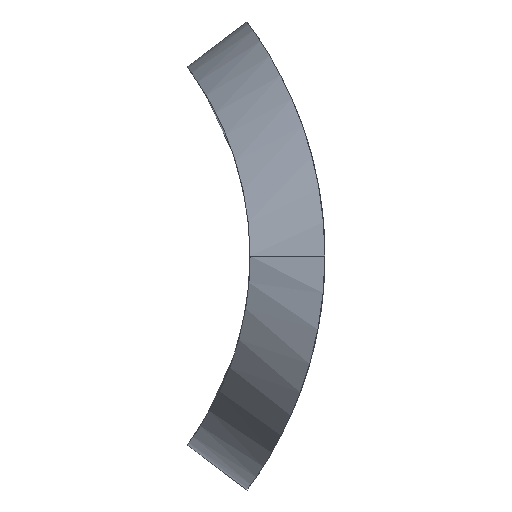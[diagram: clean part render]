
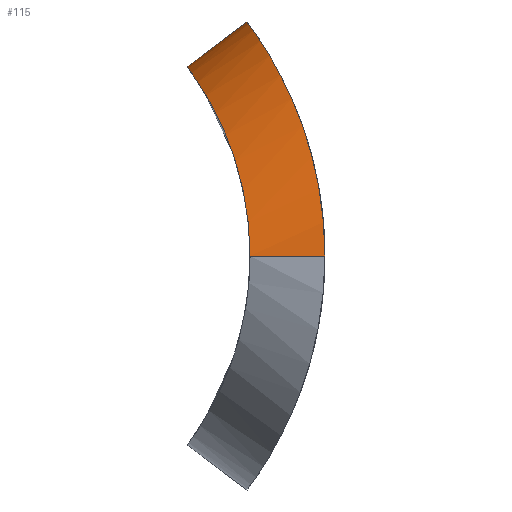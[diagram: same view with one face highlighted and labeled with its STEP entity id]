
A CAD part, left-side view. The second image highlights one B-rep face of the part: STEP entity #115.
In plain terms, the highlighted cylindrical face has radius 12.5 mm (diameter 25 mm), a partial arc.
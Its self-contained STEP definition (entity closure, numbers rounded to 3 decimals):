
#32 = VECTOR ( 'NONE', #74, 1000. ) ;
#59 = CARTESIAN_POINT ( 'NONE',  ( -24.04, 2.975, 9.562 ) ) ;
#74 = DIRECTION ( 'NONE',  ( 0., -0.8, 0.6 ) ) ;
#82 = EDGE_CURVE ( 'NONE', #657, #627, #1728, .T. ) ;
#86 = CARTESIAN_POINT ( 'NONE',  ( -31.437, -3.199, 5.781 ) ) ;
#100 = CARTESIAN_POINT ( 'NONE',  ( -31.852, -3.489, 4.606 ) ) ;
#112 = CARTESIAN_POINT ( 'NONE',  ( -20., 0.163, 12.5 ) ) ;
#115 = ADVANCED_FACE ( 'NONE', ( #1993 ), #1978, .T. ) ;
#189 = DIRECTION ( 'NONE',  ( 0., -0.6, -0.8 ) ) ;
#239 = CARTESIAN_POINT ( 'NONE',  ( -27.042, 2.184, 8.306 ) ) ;
#254 = CARTESIAN_POINT ( 'NONE',  ( -32.173, -3.729, 3.38 ) ) ;
#312 = CARTESIAN_POINT ( 'NONE',  ( -26.507, -0.855, 11.022 ) ) ;
#314 = ORIENTED_EDGE ( 'NONE', *, *, #2350, .F. ) ;
#326 = EDGE_CURVE ( 'NONE', #1932, #1433, #848, .T. ) ;
#339 = CARTESIAN_POINT ( 'NONE',  ( -20., -7.332, 2.496 ) ) ;
#454 = CARTESIAN_POINT ( 'NONE',  ( -27.553, -1.233, 10.383 ) ) ;
#481 = CARTESIAN_POINT ( 'NONE',  ( -29.413, -2.044, 8.824 ) ) ;
#493 = CARTESIAN_POINT ( 'NONE',  ( -31.971, -3.576, 4.202 ) ) ;
#510 = AXIS2_PLACEMENT_3D ( 'NONE', #339, #574, #189 ) ;
#525 = B_SPLINE_CURVE_WITH_KNOTS ( 'NONE', 3,
 ( #1957, #1022, #1772, #1175, #1727, #1550, #2305, #1761, #639, #1582, #1220, #1037, #857, #1596, #239, #980, #1712, #59, #799, #884, #1621, #1833, #2375, #2214 ),
 .UNSPECIFIED., .F., .F.,
 ( 4, 2, 2, 2, 2, 2, 2, 2, 2, 2, 2, 4 ),
 ( 0.011, 0.013, 0.014, 0.015, 0.017, 0.019, 0.02, 0.022, 0.024, 0.025, 0.026, 0.028 ),
 .UNSPECIFIED. ) ;
#574 = DIRECTION ( 'NONE',  ( 0., -0.8, 0.6 ) ) ;
#627 = VERTEX_POINT ( 'NONE', #1122 ) ;
#639 = CARTESIAN_POINT ( 'NONE',  ( -30.185, 0.89, 5.437 ) ) ;
#653 = CARTESIAN_POINT ( 'NONE',  ( -30.192, -2.45, 7.897 ) ) ;
#657 = VERTEX_POINT ( 'NONE', #725 ) ;
#672 = CARTESIAN_POINT ( 'NONE',  ( -28.839, -1.771, 9.386 ) ) ;
#725 = CARTESIAN_POINT ( 'NONE',  ( -20., 3.364, 10.102 ) ) ;
#738 = B_SPLINE_CURVE_WITH_KNOTS ( 'NONE', 3,
 ( #112, #2156, #1173, #1944, #1593, #1911, #2340, #1577, #312, #454, #1965, #1375, #672, #481, #2315, #653, #2098, #2333, #86, #100, #493, #254, #841, #1603, #812, #867 ),
 .UNSPECIFIED., .F., .F.,
 ( 4, 2, 2, 2, 2, 2, 2, 2, 2, 2, 2, 2, 4 ),
 ( 0., 0.003, 0.004, 0.005, 0.008, 0.009, 0.01, 0.011, 0.013, 0.015, 0.017, 0.018, 0.02 ),
 .UNSPECIFIED. ) ;
#792 = CARTESIAN_POINT ( 'NONE',  ( -32.5, -2.656, 0. ) ) ;
#799 = CARTESIAN_POINT ( 'NONE',  ( -23.686, 3.041, 9.656 ) ) ;
#812 = CARTESIAN_POINT ( 'NONE',  ( -32.5, -4., 0.861 ) ) ;
#841 = CARTESIAN_POINT ( 'NONE',  ( -32.254, -3.792, 2.965 ) ) ;
#848 =( BOUNDED_CURVE ( )  B_SPLINE_CURVE ( 3, ( #1000, #1893, #792, #1908 ),
 .UNSPECIFIED., .F., .T. ) 
 B_SPLINE_CURVE_WITH_KNOTS ( ( 4, 4 ),
 ( 1.378, 1.571 ),
 .UNSPECIFIED. ) 
 CURVE ( )  GEOMETRIC_REPRESENTATION_ITEM ( )  RATIONAL_B_SPLINE_CURVE ( ( 1., 0.997, 0.997, 1. ) ) 
 REPRESENTATION_ITEM ( '' )  );
#857 = CARTESIAN_POINT ( 'NONE',  ( -28.477, 1.643, 7.261 ) ) ;
#867 = CARTESIAN_POINT ( 'NONE',  ( -32.5, -4., 0. ) ) ;
#884 = CARTESIAN_POINT ( 'NONE',  ( -22.967, 3.156, 9.819 ) ) ;
#929 = EDGE_CURVE ( 'NONE', #1932, #657, #525, .T. ) ;
#980 = CARTESIAN_POINT ( 'NONE',  ( -25.753, 2.58, 8.969 ) ) ;
#1000 = CARTESIAN_POINT ( 'NONE',  ( -32.268, 0., 0. ) ) ;
#1022 = CARTESIAN_POINT ( 'NONE',  ( -32.152, 0., 0.742 ) ) ;
#1037 = CARTESIAN_POINT ( 'NONE',  ( -28.744, 1.532, 7.026 ) ) ;
#1122 = CARTESIAN_POINT ( 'NONE',  ( -20., 0.163, 12.5 ) ) ;
#1173 = CARTESIAN_POINT ( 'NONE',  ( -21.709, 0.109, 12.43 ) ) ;
#1175 = CARTESIAN_POINT ( 'NONE',  ( -31.657, 0.186, 2.519 ) ) ;
#1220 = CARTESIAN_POINT ( 'NONE',  ( -29.257, 1.313, 6.526 ) ) ;
#1253 = CARTESIAN_POINT ( 'NONE',  ( -20., 0.163, 12.5 ) ) ;
#1375 = CARTESIAN_POINT ( 'NONE',  ( -28.535, -1.634, 9.651 ) ) ;
#1433 = VERTEX_POINT ( 'NONE', #1943 ) ;
#1449 = ORIENTED_EDGE ( 'NONE', *, *, #326, .T. ) ;
#1550 = CARTESIAN_POINT ( 'NONE',  ( -31.25, 0.373, 3.544 ) ) ;
#1577 = CARTESIAN_POINT ( 'NONE',  ( -25.767, -0.629, 11.372 ) ) ;
#1582 = CARTESIAN_POINT ( 'NONE',  ( -29.501, 1.204, 6.261 ) ) ;
#1593 = CARTESIAN_POINT ( 'NONE',  ( -23.371, -0.107, 12.133 ) ) ;
#1596 = CARTESIAN_POINT ( 'NONE',  ( -27.642, 1.97, 7.922 ) ) ;
#1603 = CARTESIAN_POINT ( 'NONE',  ( -32.443, -3.947, 1.711 ) ) ;
#1621 = CARTESIAN_POINT ( 'NONE',  ( -22.599, 3.205, 9.887 ) ) ;
#1712 = CARTESIAN_POINT ( 'NONE',  ( -25.082, 2.756, 9.238 ) ) ;
#1727 = CARTESIAN_POINT ( 'NONE',  ( -31.532, 0.242, 2.864 ) ) ;
#1728 = LINE ( 'NONE', #1253, #32 ) ;
#1761 = CARTESIAN_POINT ( 'NONE',  ( -30.582, 0.697, 4.842 ) ) ;
#1772 = CARTESIAN_POINT ( 'NONE',  ( -31.988, 0.049, 1.466 ) ) ;
#1833 = CARTESIAN_POINT ( 'NONE',  ( -21.495, 3.323, 10.048 ) ) ;
#1893 = CARTESIAN_POINT ( 'NONE',  ( -32.422, -1.319, 0. ) ) ;
#1908 = CARTESIAN_POINT ( 'NONE',  ( -32.5, -4., 0. ) ) ;
#1911 = CARTESIAN_POINT ( 'NONE',  ( -24.189, -0.257, 11.921 ) ) ;
#1932 = VERTEX_POINT ( 'NONE', #2352 ) ;
#1943 = CARTESIAN_POINT ( 'NONE',  ( -32.5, -4., 0. ) ) ;
#1944 = CARTESIAN_POINT ( 'NONE',  ( -22.958, -0.044, 12.22 ) ) ;
#1957 = CARTESIAN_POINT ( 'NONE',  ( -32.268, 0., 0. ) ) ;
#1965 = CARTESIAN_POINT ( 'NONE',  ( -27.893, -1.365, 10.149 ) ) ;
#1978 = CYLINDRICAL_SURFACE ( 'NONE', #510, 12.5 ) ;
#1993 = FACE_OUTER_BOUND ( 'NONE', #2335, .T. ) ;
#2008 = ORIENTED_EDGE ( 'NONE', *, *, #929, .F. ) ;
#2098 = CARTESIAN_POINT ( 'NONE',  ( -30.43, -2.584, 7.563 ) ) ;
#2156 = CARTESIAN_POINT ( 'NONE',  ( -20.862, 0.163, 12.5 ) ) ;
#2161 = ORIENTED_EDGE ( 'NONE', *, *, #82, .F. ) ;
#2214 = CARTESIAN_POINT ( 'NONE',  ( -20., 3.364, 10.102 ) ) ;
#2305 = CARTESIAN_POINT ( 'NONE',  ( -31.093, 0.449, 3.879 ) ) ;
#2315 = CARTESIAN_POINT ( 'NONE',  ( -29.684, -2.18, 8.526 ) ) ;
#2333 = CARTESIAN_POINT ( 'NONE',  ( -31.085, -2.968, 6.52 ) ) ;
#2335 = EDGE_LOOP ( 'NONE', ( #2008, #1449, #314, #2161 ) ) ;
#2340 = CARTESIAN_POINT ( 'NONE',  ( -24.593, -0.343, 11.796 ) ) ;
#2350 = EDGE_CURVE ( 'NONE', #627, #1433, #738, .T. ) ;
#2352 = CARTESIAN_POINT ( 'NONE',  ( -32.268, 0., 0. ) ) ;
#2375 = CARTESIAN_POINT ( 'NONE',  ( -20.751, 3.364, 10.102 ) ) ;
